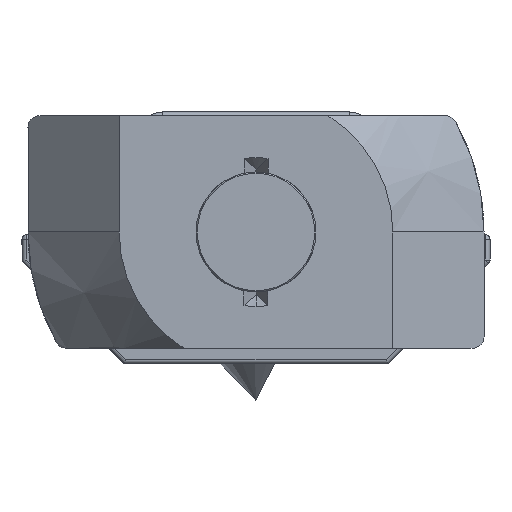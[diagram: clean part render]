
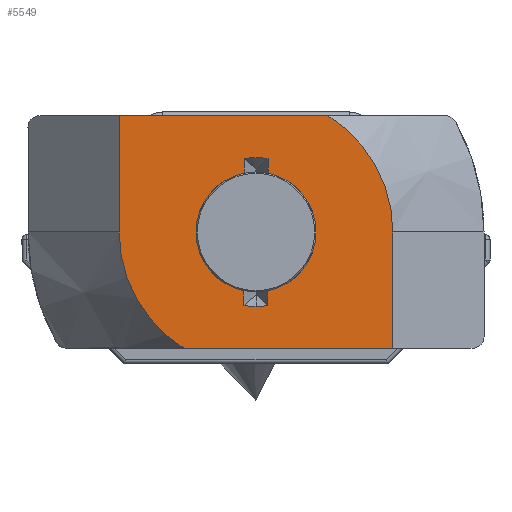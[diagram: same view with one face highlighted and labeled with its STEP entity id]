
A CAD part, front view. The second image highlights one B-rep face of the part: STEP entity #5549.
In plain terms, the highlighted planar face has unit normal (0, -1, 0).
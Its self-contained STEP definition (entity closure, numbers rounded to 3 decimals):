
#130 = CARTESIAN_POINT ( 'NONE',  ( 1.338, -127.518, 3.309 ) ) ;
#287 = CARTESIAN_POINT ( 'NONE',  ( 7.538, -127.518, 0.25 ) ) ;
#353 = CIRCLE ( 'NONE', #1481, 5.7 ) ;
#427 = CARTESIAN_POINT ( 'NONE',  ( 2.338, -127.518, -2.199 ) ) ;
#744 = LINE ( 'NONE', #4635, #7837 ) ;
#778 = ORIENTED_EDGE ( 'NONE', *, *, #4737, .F. ) ;
#779 = FACE_OUTER_BOUND ( 'NONE', #5595, .T. ) ;
#788 = EDGE_CURVE ( 'NONE', #3968, #5098, #353, .T. ) ;
#862 = ORIENTED_EDGE ( 'NONE', *, *, #2998, .F. ) ;
#865 = EDGE_CURVE ( 'NONE', #1002, #3323, #1447, .T. ) ;
#873 = DIRECTION ( 'NONE',  ( 0., 0., 1. ) ) ;
#955 = ORIENTED_EDGE ( 'NONE', *, *, #5301, .T. ) ;
#1002 = VERTEX_POINT ( 'NONE', #2438 ) ;
#1026 = EDGE_CURVE ( 'NONE', #3968, #4139, #7186, .T. ) ;
#1136 = VECTOR ( 'NONE', #7791, 1000. ) ;
#1184 = VERTEX_POINT ( 'NONE', #3909 ) ;
#1227 = CARTESIAN_POINT ( 'NONE',  ( 1.338, -127.518, 0.25 ) ) ;
#1235 = DIRECTION ( 'NONE',  ( 0., 0., -1. ) ) ;
#1253 = DIRECTION ( 'NONE',  ( 0., -1., 0. ) ) ;
#1276 = CARTESIAN_POINT ( 'NONE',  ( 1.838, -127.518, 0.25 ) ) ;
#1405 = FACE_BOUND ( 'NONE', #3743, .T. ) ;
#1428 = EDGE_CURVE ( 'NONE', #4397, #6407, #6235, .T. ) ;
#1447 = CIRCLE ( 'NONE', #3927, 5.7 ) ;
#1451 = DIRECTION ( 'NONE',  ( -1., 0., 0. ) ) ;
#1481 = AXIS2_PLACEMENT_3D ( 'NONE', #3572, #6319, #7466 ) ;
#1751 = CIRCLE ( 'NONE', #5848, 3.1 ) ;
#1853 = VECTOR ( 'NONE', #4389, 1000. ) ;
#1888 = AXIS2_PLACEMENT_3D ( 'NONE', #7233, #7113, #873 ) ;
#2009 = AXIS2_PLACEMENT_3D ( 'NONE', #2151, #3862, #7801 ) ;
#2025 = EDGE_CURVE ( 'NONE', #5800, #2133, #4842, .T. ) ;
#2133 = VERTEX_POINT ( 'NONE', #4765 ) ;
#2151 = CARTESIAN_POINT ( 'NONE',  ( 1.838, -127.518, 0.25 ) ) ;
#2199 = DIRECTION ( 'NONE',  ( 0., 0., -1. ) ) ;
#2202 = ORIENTED_EDGE ( 'NONE', *, *, #788, .F. ) ;
#2212 = DIRECTION ( 'NONE',  ( 0., -1., 0. ) ) ;
#2221 = CARTESIAN_POINT ( 'NONE',  ( 1.838, -127.518, 0.25 ) ) ;
#2301 = VERTEX_POINT ( 'NONE', #4561 ) ;
#2438 = CARTESIAN_POINT ( 'NONE',  ( -1.156, -127.518, -4.6 ) ) ;
#2556 = CARTESIAN_POINT ( 'NONE',  ( -7.662, -127.518, 5.1 ) ) ;
#2656 = CARTESIAN_POINT ( 'NONE',  ( 1.838, -127.518, -2.85 ) ) ;
#2684 = CARTESIAN_POINT ( 'NONE',  ( -3.862, -127.518, 0.25 ) ) ;
#2998 = EDGE_CURVE ( 'NONE', #2133, #4598, #4227, .T. ) ;
#3088 = CIRCLE ( 'NONE', #4956, 2.5 ) ;
#3111 = DIRECTION ( 'NONE',  ( 0., 0., 1. ) ) ;
#3112 = DIRECTION ( 'NONE',  ( 0., -1., 0. ) ) ;
#3125 = EDGE_CURVE ( 'NONE', #1184, #5800, #6387, .T. ) ;
#3128 = CARTESIAN_POINT ( 'NONE',  ( 1.838, -127.518, 0.25 ) ) ;
#3323 = VERTEX_POINT ( 'NONE', #2684 ) ;
#3337 = ORIENTED_EDGE ( 'NONE', *, *, #1026, .T. ) ;
#3388 = LINE ( 'NONE', #3886, #1853 ) ;
#3486 = ORIENTED_EDGE ( 'NONE', *, *, #2025, .F. ) ;
#3499 = DIRECTION ( 'NONE',  ( 0., 0., -1. ) ) ;
#3500 = ORIENTED_EDGE ( 'NONE', *, *, #5519, .F. ) ;
#3553 = DIRECTION ( 'NONE',  ( 0., 0., 1. ) ) ;
#3560 = ORIENTED_EDGE ( 'NONE', *, *, #1428, .F. ) ;
#3572 = CARTESIAN_POINT ( 'NONE',  ( 1.838, -127.518, 0.25 ) ) ;
#3743 = EDGE_LOOP ( 'NONE', ( #6532, #4937, #4079, #3560, #778, #862, #3486, #4425, #6247 ) ) ;
#3795 = DIRECTION ( 'NONE',  ( 0., 0., -1. ) ) ;
#3862 = DIRECTION ( 'NONE',  ( 0., -1., 0. ) ) ;
#3886 = CARTESIAN_POINT ( 'NONE',  ( 2.338, -127.518, 0.25 ) ) ;
#3909 = CARTESIAN_POINT ( 'NONE',  ( 1.338, -127.518, 2.699 ) ) ;
#3927 = AXIS2_PLACEMENT_3D ( 'NONE', #7399, #7225, #7224 ) ;
#3938 = CARTESIAN_POINT ( 'NONE',  ( 2.338, -127.518, 2.699 ) ) ;
#3968 = VERTEX_POINT ( 'NONE', #6057 ) ;
#4079 = ORIENTED_EDGE ( 'NONE', *, *, #4575, .F. ) ;
#4139 = VERTEX_POINT ( 'NONE', #5509 ) ;
#4227 = CIRCLE ( 'NONE', #2009, 3.1 ) ;
#4264 = CARTESIAN_POINT ( 'NONE',  ( 2.338, -127.518, -2.809 ) ) ;
#4303 = VERTEX_POINT ( 'NONE', #4733 ) ;
#4389 = DIRECTION ( 'NONE',  ( 0., 0., 1. ) ) ;
#4397 = VERTEX_POINT ( 'NONE', #4264 ) ;
#4425 = ORIENTED_EDGE ( 'NONE', *, *, #3125, .F. ) ;
#4561 = CARTESIAN_POINT ( 'NONE',  ( 2.338, -127.518, 3.309 ) ) ;
#4575 = EDGE_CURVE ( 'NONE', #6407, #7180, #3088, .T. ) ;
#4596 = LINE ( 'NONE', #1227, #7548 ) ;
#4598 = VERTEX_POINT ( 'NONE', #2656 ) ;
#4601 = AXIS2_PLACEMENT_3D ( 'NONE', #2221, #2212, #2199 ) ;
#4635 = CARTESIAN_POINT ( 'NONE',  ( 7.538, -127.518, 0.25 ) ) ;
#4714 = EDGE_CURVE ( 'NONE', #2301, #5458, #7183, .T. ) ;
#4733 = CARTESIAN_POINT ( 'NONE',  ( 7.538, -127.518, -4.6 ) ) ;
#4737 = EDGE_CURVE ( 'NONE', #4598, #4397, #1751, .T. ) ;
#4749 = CARTESIAN_POINT ( 'NONE',  ( 1.338, -127.518, 0.25 ) ) ;
#4765 = CARTESIAN_POINT ( 'NONE',  ( 1.338, -127.518, -2.809 ) ) ;
#4842 = LINE ( 'NONE', #4749, #1136 ) ;
#4857 = CARTESIAN_POINT ( 'NONE',  ( 1.338, -127.518, -2.199 ) ) ;
#4937 = ORIENTED_EDGE ( 'NONE', *, *, #5069, .F. ) ;
#4956 = AXIS2_PLACEMENT_3D ( 'NONE', #3128, #3112, #3111 ) ;
#5069 = EDGE_CURVE ( 'NONE', #7180, #2301, #3388, .T. ) ;
#5073 = VECTOR ( 'NONE', #3499, 1000. ) ;
#5098 = VERTEX_POINT ( 'NONE', #287 ) ;
#5146 = VECTOR ( 'NONE', #3553, 1000. ) ;
#5234 = AXIS2_PLACEMENT_3D ( 'NONE', #6910, #7223, #6762 ) ;
#5301 = EDGE_CURVE ( 'NONE', #4139, #3323, #5891, .T. ) ;
#5458 = VERTEX_POINT ( 'NONE', #130 ) ;
#5509 = CARTESIAN_POINT ( 'NONE',  ( -3.862, -127.518, 5.1 ) ) ;
#5519 = EDGE_CURVE ( 'NONE', #4303, #1002, #6071, .T. ) ;
#5549 = ADVANCED_FACE ( 'NONE', ( #779, #1405 ), #6974, .F. ) ;
#5595 = EDGE_LOOP ( 'NONE', ( #955, #6492, #3500, #5692, #2202, #3337 ) ) ;
#5692 = ORIENTED_EDGE ( 'NONE', *, *, #7694, .F. ) ;
#5800 = VERTEX_POINT ( 'NONE', #4857 ) ;
#5848 = AXIS2_PLACEMENT_3D ( 'NONE', #1276, #1253, #1235 ) ;
#5891 = LINE ( 'NONE', #6578, #5073 ) ;
#5893 = VECTOR ( 'NONE', #1451, 1000. ) ;
#6057 = CARTESIAN_POINT ( 'NONE',  ( 4.833, -127.518, 5.1 ) ) ;
#6071 = LINE ( 'NONE', #7586, #6082 ) ;
#6082 = VECTOR ( 'NONE', #7341, 1000. ) ;
#6235 = LINE ( 'NONE', #6962, #5146 ) ;
#6247 = ORIENTED_EDGE ( 'NONE', *, *, #6549, .F. ) ;
#6319 = DIRECTION ( 'NONE',  ( 0., 1., 0. ) ) ;
#6387 = CIRCLE ( 'NONE', #1888, 2.5 ) ;
#6407 = VERTEX_POINT ( 'NONE', #427 ) ;
#6492 = ORIENTED_EDGE ( 'NONE', *, *, #865, .F. ) ;
#6532 = ORIENTED_EDGE ( 'NONE', *, *, #4714, .F. ) ;
#6549 = EDGE_CURVE ( 'NONE', #5458, #1184, #4596, .T. ) ;
#6578 = CARTESIAN_POINT ( 'NONE',  ( -3.862, -127.518, 0.25 ) ) ;
#6720 = DIRECTION ( 'NONE',  ( 0., 0., -1. ) ) ;
#6762 = DIRECTION ( 'NONE',  ( 0., 0., 1. ) ) ;
#6910 = CARTESIAN_POINT ( 'NONE',  ( 1.838, -127.518, 0.25 ) ) ;
#6962 = CARTESIAN_POINT ( 'NONE',  ( 2.338, -127.518, 0.25 ) ) ;
#6974 = PLANE ( 'NONE',  #5234 ) ;
#7113 = DIRECTION ( 'NONE',  ( 0., -1., 0. ) ) ;
#7180 = VERTEX_POINT ( 'NONE', #3938 ) ;
#7183 = CIRCLE ( 'NONE', #4601, 3.1 ) ;
#7186 = LINE ( 'NONE', #2556, #5893 ) ;
#7223 = DIRECTION ( 'NONE',  ( 0., 1., 0. ) ) ;
#7224 = DIRECTION ( 'NONE',  ( 0., 0., 1. ) ) ;
#7225 = DIRECTION ( 'NONE',  ( 0., 1., 0. ) ) ;
#7233 = CARTESIAN_POINT ( 'NONE',  ( 1.838, -127.518, 0.25 ) ) ;
#7341 = DIRECTION ( 'NONE',  ( -1., 0., 0. ) ) ;
#7399 = CARTESIAN_POINT ( 'NONE',  ( 1.838, -127.518, 0.25 ) ) ;
#7466 = DIRECTION ( 'NONE',  ( -1., 0., 0. ) ) ;
#7548 = VECTOR ( 'NONE', #3795, 1000. ) ;
#7586 = CARTESIAN_POINT ( 'NONE',  ( 1.838, -127.518, -4.6 ) ) ;
#7694 = EDGE_CURVE ( 'NONE', #5098, #4303, #744, .T. ) ;
#7791 = DIRECTION ( 'NONE',  ( 0., 0., -1. ) ) ;
#7801 = DIRECTION ( 'NONE',  ( 0., 0., -1. ) ) ;
#7837 = VECTOR ( 'NONE', #6720, 1000. ) ;
